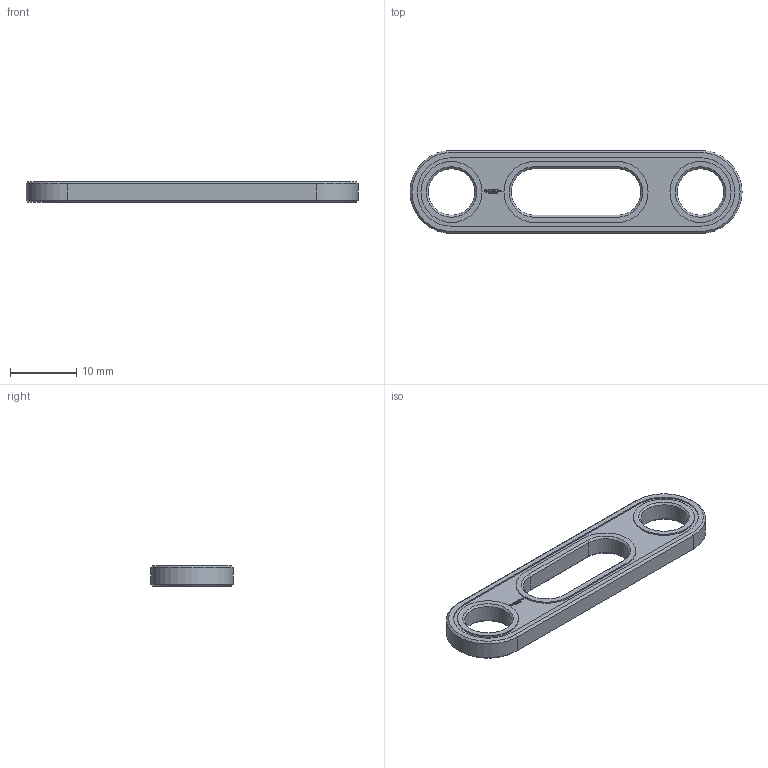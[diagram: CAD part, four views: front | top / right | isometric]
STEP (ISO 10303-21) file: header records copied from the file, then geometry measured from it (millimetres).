
FILE_DESCRIPTION(('FreeCAD Model'),'2;1');
FILE_NAME('Open CASCADE Shape Model','2021-03-07T23:52:50',( 'Paulo Kiefe'),('STEMFIE.org'),'Open CASCADE STEP processor 7.4', 'FreeCAD','Unknown');
FILE_SCHEMA(('AUTOMOTIVE_DESIGN { 1 0 10303 214 1 1 1 1 }'));
Length unit declared in the file: millimetre
Products named in the file (1): Brace_STR_SLT_CNT_ERR__BU04x01x00.25x02_-_SPN-BRC-0374_(stemfie.org)
Bounding box: 50 x 12.5 x 3.12 mm (x, y, z)
Volume: 1164.5 mm3; surface area: 1391.6 mm2
Topology: 1 solids, 1 shells, 543 faces, 1494 edges, 990 vertices
Faces by surface type: plane 345, extrusion 174, cone 12, cylinder 12
Full cylindrical faces by diameter (mm): 7 x2, 9.2 x2
Entity records: 37811 total; most frequent: CARTESIAN_POINT 9231, DIRECTION 4556, VECTOR 3720, LINE 3546, ORIENTED_EDGE 2988, PCURVE 2988, DEFINITIONAL_REPRESENTATION 2988, EDGE_CURVE 1494
